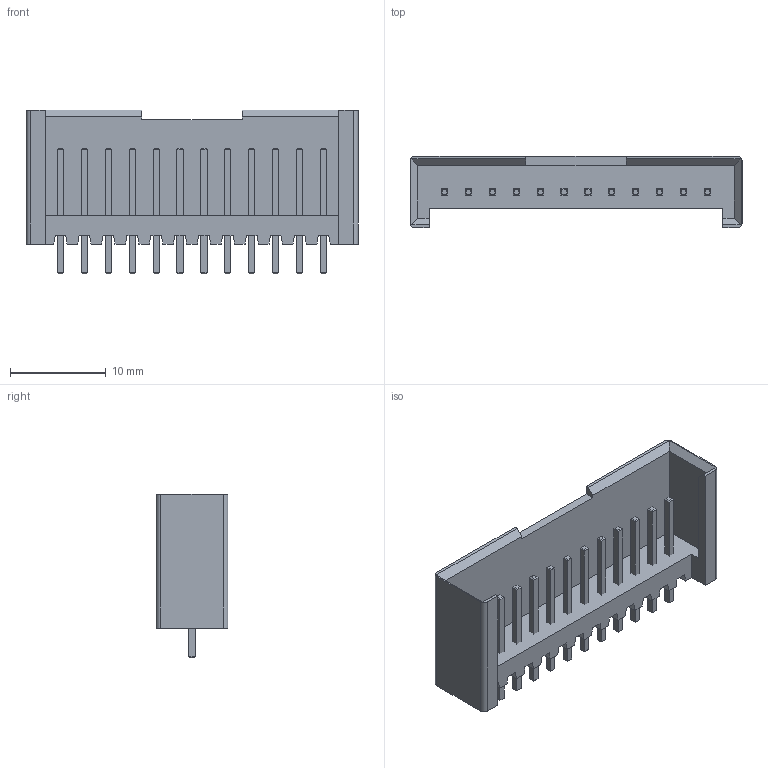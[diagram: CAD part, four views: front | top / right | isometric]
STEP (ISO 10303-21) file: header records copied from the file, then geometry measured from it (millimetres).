
FILE_DESCRIPTION(/* description */ ('model of Stocko_MKS_1662-6-0-1212_1x12_P2.50mm_Vertical'),/* implementation_level */ '2;1');
FILE_NAME(/* name */ 'Stocko_MKS_1662-6-0-1212_1x12_P2.50mm_Vertical.step',/* time_stamp */ '2019-03-17T13:48:02',/* author */ ('kicad StepUp','ksu'),/* organization */ ('FreeCAD'),/* preprocessor_version */ 'OCC',/* originating_system */ 'kicad StepUp',/* authorisation */ '');
FILE_SCHEMA(('AUTOMOTIVE_DESIGN { 1 0 10303 214 1 1 1 1 }'));
Length unit declared in the file: millimetre
Products named in the file (2): Stocko_MKS_1662; Shape0_406779222603
Bounding box: 34.7 x 7.5 x 17.1 mm (x, y, z)
Volume: 1086.1 mm3; surface area: 2222.6 mm2
Topology: 13 solids, 13 shells, 246 faces, 560 edges, 340 vertices
Faces by surface type: plane 242, cylinder 4
Entity records: 13909 total; most frequent: CARTESIAN_POINT 2405, DIRECTION 2054, LINE 1538, VECTOR 1538, ORIENTED_EDGE 1120, PCURVE 1120, DEFINITIONAL_REPRESENTATION 1120, EDGE_CURVE 560
